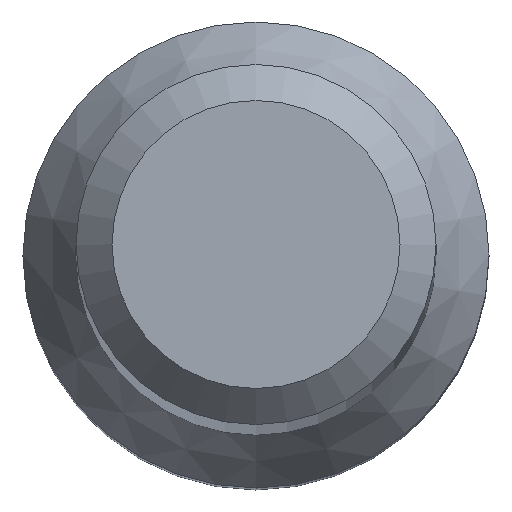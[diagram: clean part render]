
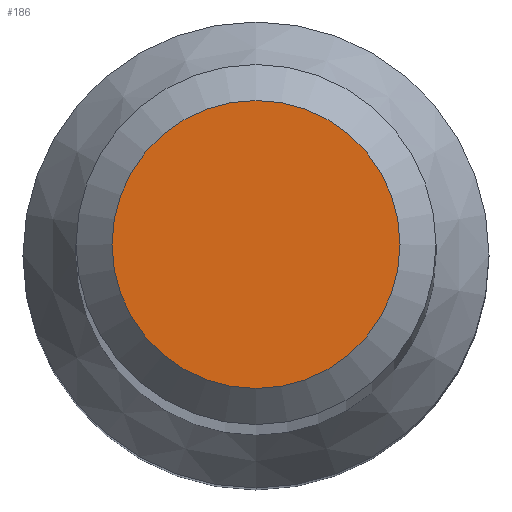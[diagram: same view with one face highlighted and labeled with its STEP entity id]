
A CAD part, top view. The second image highlights one B-rep face of the part: STEP entity #186.
In plain terms, the highlighted planar face has unit normal (0, 0, 1).
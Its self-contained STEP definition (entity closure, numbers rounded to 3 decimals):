
#21 = AXIS2_PLACEMENT_3D ( 'NONE', #80, #215, #78 ) ;
#27 = CARTESIAN_POINT ( 'NONE',  ( 0., 1.6, 80. ) ) ;
#30 = AXIS2_PLACEMENT_3D ( 'NONE', #65, #180, #173 ) ;
#45 = EDGE_CURVE ( 'NONE', #201, #201, #183, .T. ) ;
#65 = CARTESIAN_POINT ( 'NONE',  ( 0., 0., 80. ) ) ;
#78 = DIRECTION ( 'NONE',  ( 0., -1., 0. ) ) ;
#80 = CARTESIAN_POINT ( 'NONE',  ( 0., 0., 80. ) ) ;
#118 = ORIENTED_EDGE ( 'NONE', *, *, #45, .F. ) ;
#173 = DIRECTION ( 'NONE',  ( 0., 1., 0. ) ) ;
#175 = FACE_OUTER_BOUND ( 'NONE', #228, .T. ) ;
#180 = DIRECTION ( 'NONE',  ( 0., 0., -1. ) ) ;
#183 = CIRCLE ( 'NONE', #30, 1.6 ) ;
#186 = ADVANCED_FACE ( 'NONE', ( #175 ), #235, .T. ) ;
#201 = VERTEX_POINT ( 'NONE', #27 ) ;
#215 = DIRECTION ( 'NONE',  ( 0., 0., 1. ) ) ;
#228 = EDGE_LOOP ( 'NONE', ( #118 ) ) ;
#235 = PLANE ( 'NONE',  #21 ) ;
